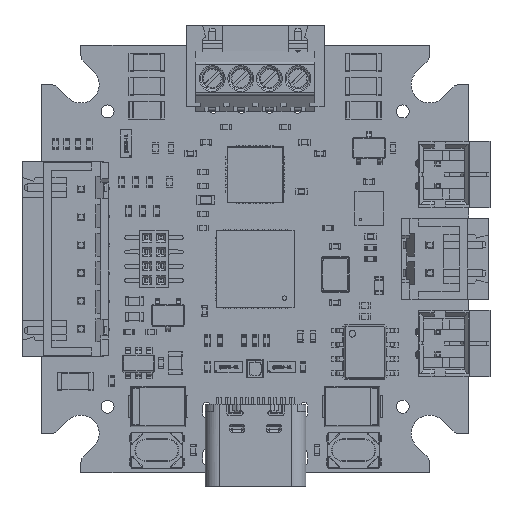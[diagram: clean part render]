
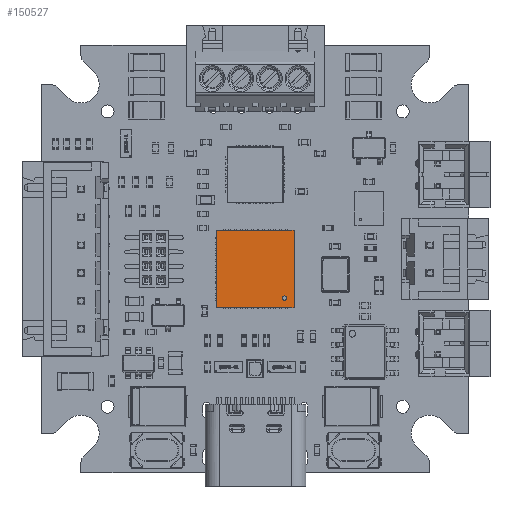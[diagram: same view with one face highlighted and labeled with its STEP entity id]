
A CAD part, top view. The second image highlights one B-rep face of the part: STEP entity #150527.
In plain terms, the highlighted planar face has unit normal (0, 0, 1).
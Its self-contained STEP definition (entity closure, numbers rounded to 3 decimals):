
#130690 = PLANE('',#130691);
#130691 = AXIS2_PLACEMENT_3D('',#130692,#130693,#130694);
#130692 = CARTESIAN_POINT('',(-3.45,3.45,0.1));
#130693 = DIRECTION('',(0.,-1.,0.));
#130694 = DIRECTION('',(0.,0.,1.));
#130718 = PLANE('',#130719);
#130719 = AXIS2_PLACEMENT_3D('',#130720,#130721,#130722);
#130720 = CARTESIAN_POINT('',(-3.45,3.45,0.1));
#130721 = DIRECTION('',(1.,0.,0.));
#130722 = DIRECTION('',(0.,0.,1.));
#132030 = PLANE('',#132031);
#132031 = AXIS2_PLACEMENT_3D('',#132032,#132033,#132034);
#132032 = CARTESIAN_POINT('',(-3.45,-3.45,0.1));
#132033 = DIRECTION('',(0.,-1.,0.));
#132034 = DIRECTION('',(0.,0.,1.));
#133342 = PLANE('',#133343);
#133343 = AXIS2_PLACEMENT_3D('',#133344,#133345,#133346);
#133344 = CARTESIAN_POINT('',(3.45,3.45,0.1));
#133345 = DIRECTION('',(1.,0.,0.));
#133346 = DIRECTION('',(0.,0.,1.));
#135930 = EDGE_CURVE('',#135931,#135933,#135935,.T.);
#135931 = VERTEX_POINT('',#135932);
#135932 = CARTESIAN_POINT('',(-3.45,3.45,1.1));
#135933 = VERTEX_POINT('',#135934);
#135934 = CARTESIAN_POINT('',(3.45,3.45,1.1));
#135935 = SURFACE_CURVE('',#135936,(#135940,#135947),.PCURVE_S1.);
#135936 = LINE('',#135937,#135938);
#135937 = CARTESIAN_POINT('',(-3.45,3.45,1.1));
#135938 = VECTOR('',#135939,1.);
#135939 = DIRECTION('',(1.,0.,0.));
#135940 = PCURVE('',#130690,#135941);
#135941 = DEFINITIONAL_REPRESENTATION('',(#135942),#135946);
#135942 = LINE('',#135943,#135944);
#135943 = CARTESIAN_POINT('',(1.,0.));
#135944 = VECTOR('',#135945,1.);
#135945 = DIRECTION('',(0.,-1.));
#135946 = ( GEOMETRIC_REPRESENTATION_CONTEXT(2) 
PARAMETRIC_REPRESENTATION_CONTEXT() REPRESENTATION_CONTEXT('2D SPACE',''
  ) );
#135947 = PCURVE('',#135948,#135953);
#135948 = PLANE('',#135949);
#135949 = AXIS2_PLACEMENT_3D('',#135950,#135951,#135952);
#135950 = CARTESIAN_POINT('',(-3.45,3.45,1.1));
#135951 = DIRECTION('',(0.,0.,1.));
#135952 = DIRECTION('',(0.,-1.,0.));
#135953 = DEFINITIONAL_REPRESENTATION('',(#135954),#135958);
#135954 = LINE('',#135955,#135956);
#135955 = CARTESIAN_POINT('',(0.,0.));
#135956 = VECTOR('',#135957,1.);
#135957 = DIRECTION('',(0.,1.));
#135958 = ( GEOMETRIC_REPRESENTATION_CONTEXT(2) 
PARAMETRIC_REPRESENTATION_CONTEXT() REPRESENTATION_CONTEXT('2D SPACE',''
  ) );
#136884 = EDGE_CURVE('',#135931,#136885,#136887,.T.);
#136885 = VERTEX_POINT('',#136886);
#136886 = CARTESIAN_POINT('',(-3.45,-3.45,1.1));
#136887 = SURFACE_CURVE('',#136888,(#136892,#136899),.PCURVE_S1.);
#136888 = LINE('',#136889,#136890);
#136889 = CARTESIAN_POINT('',(-3.45,3.45,1.1));
#136890 = VECTOR('',#136891,1.);
#136891 = DIRECTION('',(0.,-1.,0.));
#136892 = PCURVE('',#130718,#136893);
#136893 = DEFINITIONAL_REPRESENTATION('',(#136894),#136898);
#136894 = LINE('',#136895,#136896);
#136895 = CARTESIAN_POINT('',(1.,0.));
#136896 = VECTOR('',#136897,1.);
#136897 = DIRECTION('',(0.,1.));
#136898 = ( GEOMETRIC_REPRESENTATION_CONTEXT(2) 
PARAMETRIC_REPRESENTATION_CONTEXT() REPRESENTATION_CONTEXT('2D SPACE',''
  ) );
#136899 = PCURVE('',#135948,#136900);
#136900 = DEFINITIONAL_REPRESENTATION('',(#136901),#136905);
#136901 = LINE('',#136902,#136903);
#136902 = CARTESIAN_POINT('',(0.,0.));
#136903 = VECTOR('',#136904,1.);
#136904 = DIRECTION('',(1.,0.));
#136905 = ( GEOMETRIC_REPRESENTATION_CONTEXT(2) 
PARAMETRIC_REPRESENTATION_CONTEXT() REPRESENTATION_CONTEXT('2D SPACE',''
  ) );
#143257 = EDGE_CURVE('',#135933,#143258,#143260,.T.);
#143258 = VERTEX_POINT('',#143259);
#143259 = CARTESIAN_POINT('',(3.45,-3.45,1.1));
#143260 = SURFACE_CURVE('',#143261,(#143265,#143272),.PCURVE_S1.);
#143261 = LINE('',#143262,#143263);
#143262 = CARTESIAN_POINT('',(3.45,3.45,1.1));
#143263 = VECTOR('',#143264,1.);
#143264 = DIRECTION('',(0.,-1.,0.));
#143265 = PCURVE('',#133342,#143266);
#143266 = DEFINITIONAL_REPRESENTATION('',(#143267),#143271);
#143267 = LINE('',#143268,#143269);
#143268 = CARTESIAN_POINT('',(1.,0.));
#143269 = VECTOR('',#143270,1.);
#143270 = DIRECTION('',(0.,1.));
#143271 = ( GEOMETRIC_REPRESENTATION_CONTEXT(2) 
PARAMETRIC_REPRESENTATION_CONTEXT() REPRESENTATION_CONTEXT('2D SPACE',''
  ) );
#143272 = PCURVE('',#135948,#143273);
#143273 = DEFINITIONAL_REPRESENTATION('',(#143274),#143278);
#143274 = LINE('',#143275,#143276);
#143275 = CARTESIAN_POINT('',(0.,6.9));
#143276 = VECTOR('',#143277,1.);
#143277 = DIRECTION('',(1.,0.));
#143278 = ( GEOMETRIC_REPRESENTATION_CONTEXT(2) 
PARAMETRIC_REPRESENTATION_CONTEXT() REPRESENTATION_CONTEXT('2D SPACE',''
  ) );
#144180 = EDGE_CURVE('',#136885,#143258,#144181,.T.);
#144181 = SURFACE_CURVE('',#144182,(#144186,#144193),.PCURVE_S1.);
#144182 = LINE('',#144183,#144184);
#144183 = CARTESIAN_POINT('',(-3.45,-3.45,1.1));
#144184 = VECTOR('',#144185,1.);
#144185 = DIRECTION('',(1.,0.,0.));
#144186 = PCURVE('',#132030,#144187);
#144187 = DEFINITIONAL_REPRESENTATION('',(#144188),#144192);
#144188 = LINE('',#144189,#144190);
#144189 = CARTESIAN_POINT('',(1.,0.));
#144190 = VECTOR('',#144191,1.);
#144191 = DIRECTION('',(0.,-1.));
#144192 = ( GEOMETRIC_REPRESENTATION_CONTEXT(2) 
PARAMETRIC_REPRESENTATION_CONTEXT() REPRESENTATION_CONTEXT('2D SPACE',''
  ) );
#144193 = PCURVE('',#135948,#144194);
#144194 = DEFINITIONAL_REPRESENTATION('',(#144195),#144199);
#144195 = LINE('',#144196,#144197);
#144196 = CARTESIAN_POINT('',(6.9,0.));
#144197 = VECTOR('',#144198,1.);
#144198 = DIRECTION('',(0.,1.));
#144199 = ( GEOMETRIC_REPRESENTATION_CONTEXT(2) 
PARAMETRIC_REPRESENTATION_CONTEXT() REPRESENTATION_CONTEXT('2D SPACE',''
  ) );
#150527 = ADVANCED_FACE('',(#150528,#150534),#135948,.T.);
#150528 = FACE_BOUND('',#150529,.T.);
#150529 = EDGE_LOOP('',(#150530,#150531,#150532,#150533));
#150530 = ORIENTED_EDGE('',*,*,#135930,.F.);
#150531 = ORIENTED_EDGE('',*,*,#136884,.T.);
#150532 = ORIENTED_EDGE('',*,*,#144180,.T.);
#150533 = ORIENTED_EDGE('',*,*,#143257,.F.);
#150534 = FACE_BOUND('',#150535,.T.);
#150535 = EDGE_LOOP('',(#150536));
#150536 = ORIENTED_EDGE('',*,*,#150537,.T.);
#150537 = EDGE_CURVE('',#150538,#150538,#150540,.T.);
#150538 = VERTEX_POINT('',#150539);
#150539 = CARTESIAN_POINT('',(-2.6,2.4,1.1));
#150540 = SURFACE_CURVE('',#150541,(#150546,#150557),.PCURVE_S1.);
#150541 = CIRCLE('',#150542,0.2);
#150542 = AXIS2_PLACEMENT_3D('',#150543,#150544,#150545);
#150543 = CARTESIAN_POINT('',(-2.6,2.6,1.1));
#150544 = DIRECTION('',(-0.,0.,-1.));
#150545 = DIRECTION('',(0.,-1.,0.));
#150546 = PCURVE('',#135948,#150547);
#150547 = DEFINITIONAL_REPRESENTATION('',(#150548),#150556);
#150548 = ( BOUNDED_CURVE() B_SPLINE_CURVE(2,(#150549,#150550,#150551,
    #150552,#150553,#150554,#150555),.UNSPECIFIED.,.T.,.F.) 
B_SPLINE_CURVE_WITH_KNOTS((1,2,2,2,2,1),(-2.094,0.,
    2.094,4.189,6.283,8.378),
.UNSPECIFIED.) CURVE() GEOMETRIC_REPRESENTATION_ITEM() 
RATIONAL_B_SPLINE_CURVE((1.,0.5,1.,0.5,1.,0.5,1.)) REPRESENTATION_ITEM(
  '') );
#150549 = CARTESIAN_POINT('',(1.05,0.85));
#150550 = CARTESIAN_POINT('',(1.05,0.504));
#150551 = CARTESIAN_POINT('',(0.75,0.677));
#150552 = CARTESIAN_POINT('',(0.45,0.85));
#150553 = CARTESIAN_POINT('',(0.75,1.023));
#150554 = CARTESIAN_POINT('',(1.05,1.196));
#150555 = CARTESIAN_POINT('',(1.05,0.85));
#150556 = ( GEOMETRIC_REPRESENTATION_CONTEXT(2) 
PARAMETRIC_REPRESENTATION_CONTEXT() REPRESENTATION_CONTEXT('2D SPACE',''
  ) );
#150557 = PCURVE('',#150558,#150563);
#150558 = CYLINDRICAL_SURFACE('',#150559,0.2);
#150559 = AXIS2_PLACEMENT_3D('',#150560,#150561,#150562);
#150560 = CARTESIAN_POINT('',(-2.6,2.6,1.2));
#150561 = DIRECTION('',(0.,0.,-1.));
#150562 = DIRECTION('',(0.,-1.,-0.));
#150563 = DEFINITIONAL_REPRESENTATION('',(#150564),#150568);
#150564 = LINE('',#150565,#150566);
#150565 = CARTESIAN_POINT('',(0.,0.1));
#150566 = VECTOR('',#150567,1.);
#150567 = DIRECTION('',(1.,0.));
#150568 = ( GEOMETRIC_REPRESENTATION_CONTEXT(2) 
PARAMETRIC_REPRESENTATION_CONTEXT() REPRESENTATION_CONTEXT('2D SPACE',''
  ) );
